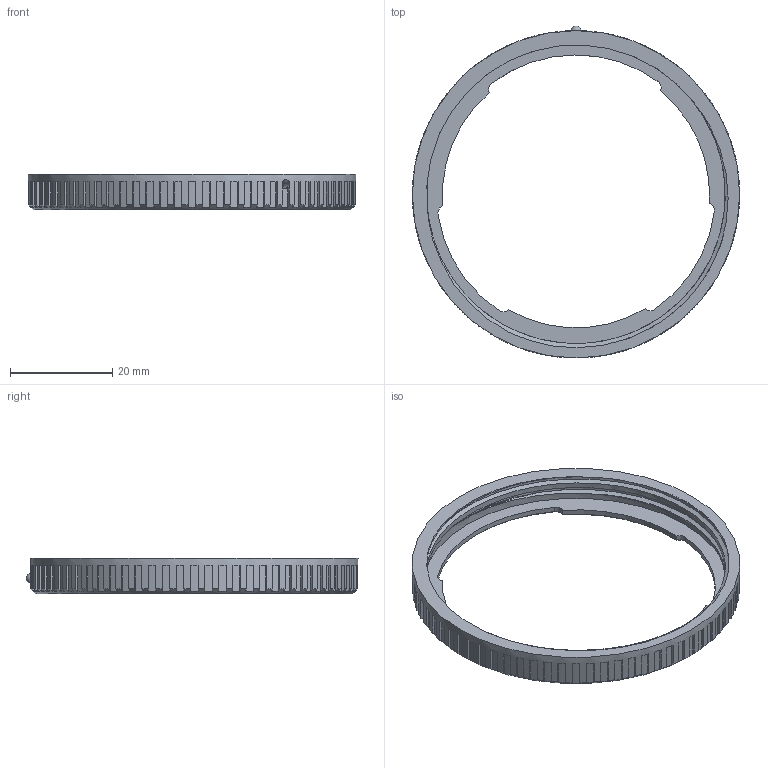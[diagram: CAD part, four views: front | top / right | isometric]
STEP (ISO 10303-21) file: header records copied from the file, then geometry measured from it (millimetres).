
FILE_DESCRIPTION(/* description */ (''),/* implementation_level */ '2;1');
FILE_NAME(/* name */ 'mountLensBase_lockRIng_canonFD',/* time_stamp */ '2023-12-05T12:47:52-05:00',/* author */ ('George Moua'),/* organization */ ('Archive 663'),/* preprocessor_version */ 'ST-DEVELOPER v16.7',/* originating_system */ 'Solid Edge',/* authorisation */ 'Unknown');
FILE_SCHEMA (('AUTOMOTIVE_DESIGN {1 0 10303 214 3 1 1}'));
Length unit declared in the file: millimetre
Products named in the file (3): mountLensBase; mountLensBase_canonFD_oa_0; mountLensBase_lockRing_canonFD
Assembly tree (2 placements, depth 3):
  mountLensBase
    mountLensBase_canonFD_oa_0
      mountLensBase_lockRing_canonFD
Bounding box: 64 x 64.9 x 7 mm (x, y, z)
Volume: 3448 mm3; surface area: 5347.7 mm2
Topology: 1 solids, 1 shells, 322 faces, 952 edges, 630 vertices
Faces by surface type: plane 216, cylinder 89, cone 13, bspline 3, sphere 1
Full cylindrical faces by diameter (mm): 1.8 x1, 60 x2, 64 x1
Entity records: 20087 total; most frequent: CARTESIAN_POINT 11274, DIRECTION 1871, ORIENTED_EDGE 1868, EDGE_CURVE 934, AXIS2_PLACEMENT_3D 645, VERTEX_POINT 620, LINE 581, VECTOR 581
